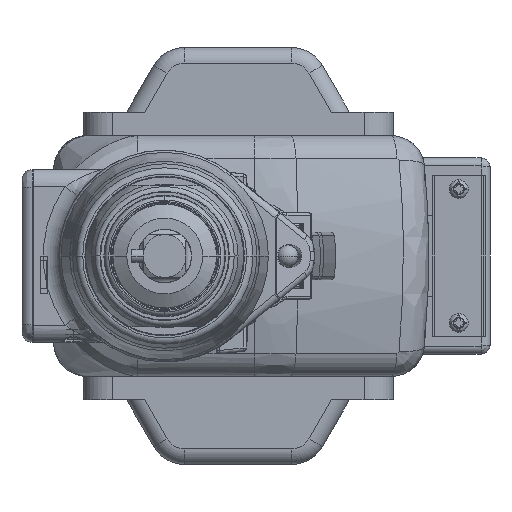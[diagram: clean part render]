
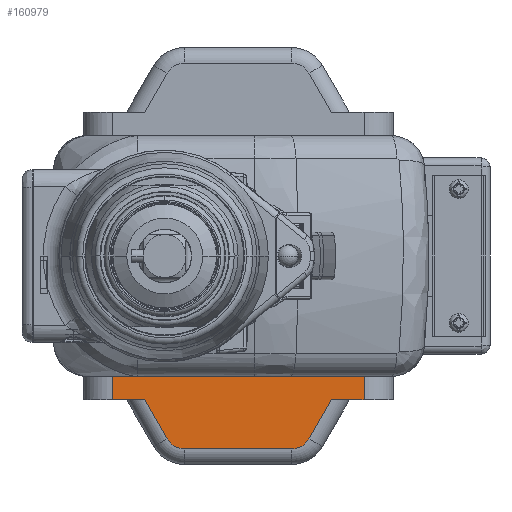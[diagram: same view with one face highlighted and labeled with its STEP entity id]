
A CAD part, left-side view. The second image highlights one B-rep face of the part: STEP entity #160979.
In plain terms, the highlighted planar face has unit normal (-1, 0, 0).
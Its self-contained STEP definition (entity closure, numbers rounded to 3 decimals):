
#50055=DIRECTION('',(0.,1.,0.));
#50056=VECTOR('',#50055,56.5);
#50057=CARTESIAN_POINT('',(348.65,-44.7,-26.75));
#50058=LINE('',#50057,#50056);
#50072=DIRECTION('',(0.,0.,1.));
#50073=VECTOR('',#50072,5.5);
#50074=CARTESIAN_POINT('',(348.65,11.8,-32.25));
#50075=LINE('',#50074,#50073);
#50085=DIRECTION('',(0.,-0.5,0.866));
#50086=VECTOR('',#50085,10.104);
#50087=CARTESIAN_POINT('',(348.65,-32.357,-41.));
#50088=LINE('',#50087,#50086);
#50089=CARTESIAN_POINT('',(348.65,-28.46,-38.75));
#50090=DIRECTION('',(-1.,0.,0.));
#50091=DIRECTION('',(0.,0.,-1.));
#50092=AXIS2_PLACEMENT_3D('',#50089,#50090,#50091);
#50094=DIRECTION('',(0.,-1.,0.));
#50095=VECTOR('',#50094,24.019);
#50096=CARTESIAN_POINT('',(348.65,-4.44,-43.25));
#50097=LINE('',#50096,#50095);
#50098=CARTESIAN_POINT('',(348.65,-4.44,-38.75));
#50099=DIRECTION('',(-1.,0.,0.));
#50100=DIRECTION('',(0.,0.866,-0.5));
#50101=AXIS2_PLACEMENT_3D('',#50098,#50099,#50100);
#50103=DIRECTION('',(0.,-0.5,-0.866));
#50104=VECTOR('',#50103,10.104);
#50105=CARTESIAN_POINT('',(348.65,4.509,-32.25));
#50106=LINE('',#50105,#50104);
#50111=DIRECTION('',(0.,0.,1.));
#50112=VECTOR('',#50111,5.5);
#50113=CARTESIAN_POINT('',(348.65,-44.7,-32.25));
#50114=LINE('',#50113,#50112);
#50150=DIRECTION('',(0.,-1.,0.));
#50151=VECTOR('',#50150,7.291);
#50152=CARTESIAN_POINT('',(348.65,11.8,-32.25));
#50153=LINE('',#50152,#50151);
#50332=DIRECTION('',(0.,-1.,0.));
#50333=VECTOR('',#50332,7.291);
#50334=CARTESIAN_POINT('',(348.65,-37.409,-32.25));
#50335=LINE('',#50334,#50333);
#137155=CARTESIAN_POINT('',(348.65,11.8,-32.25));
#137157=VERTEX_POINT('',#137155);
#137160=CARTESIAN_POINT('',(348.65,-44.7,-32.25));
#137162=VERTEX_POINT('',#137160);
#137207=CARTESIAN_POINT('',(348.65,-32.357,-41.));
#137208=CARTESIAN_POINT('',(348.65,-37.409,-32.25));
#137209=VERTEX_POINT('',#137207);
#137210=VERTEX_POINT('',#137208);
#137211=CARTESIAN_POINT('',(348.65,-28.46,-43.25));
#137212=VERTEX_POINT('',#137211);
#137215=CARTESIAN_POINT('',(348.65,-4.44,-43.25));
#137216=VERTEX_POINT('',#137215);
#137219=CARTESIAN_POINT('',(348.65,-0.543,-41.));
#137220=VERTEX_POINT('',#137219);
#137223=CARTESIAN_POINT('',(348.65,4.509,-32.25));
#137224=VERTEX_POINT('',#137223);
#137512=CARTESIAN_POINT('',(348.65,-44.7,-26.75));
#137513=CARTESIAN_POINT('',(348.65,11.8,-26.75));
#137514=VERTEX_POINT('',#137512);
#137515=VERTEX_POINT('',#137513);
#160954=CARTESIAN_POINT('',(348.65,-51.2,-26.75));
#160955=DIRECTION('',(-1.,0.,0.));
#160956=DIRECTION('',(0.,1.,0.));
#160957=AXIS2_PLACEMENT_3D('',#160954,#160955,#160956);
#160958=PLANE('',#160957);
#160959=ORIENTED_EDGE('',*,*,#160905,.F.);
#160961=ORIENTED_EDGE('',*,*,#160960,.F.);
#160963=ORIENTED_EDGE('',*,*,#160962,.F.);
#160965=ORIENTED_EDGE('',*,*,#160964,.F.);
#160967=ORIENTED_EDGE('',*,*,#160966,.F.);
#160969=ORIENTED_EDGE('',*,*,#160968,.F.);
#160971=ORIENTED_EDGE('',*,*,#160970,.F.);
#160973=ORIENTED_EDGE('',*,*,#160972,.F.);
#160975=ORIENTED_EDGE('',*,*,#160974,.F.);
#160976=ORIENTED_EDGE('',*,*,#160935,.T.);
#160977=EDGE_LOOP('',(#160959,#160961,#160963,#160965,#160967,#160969,#160971,
#160973,#160975,#160976));
#160978=FACE_OUTER_BOUND('',#160977,.F.);
#160979=ADVANCED_FACE('',(#160978),#160958,.T.);
#50093=CIRCLE('',#50092,4.5);
#50102=CIRCLE('',#50101,4.5);
#160905=EDGE_CURVE('',#137514,#137515,#50058,.T.);
#160935=EDGE_CURVE('',#137157,#137515,#50075,.T.);
#160960=EDGE_CURVE('',#137162,#137514,#50114,.T.);
#160962=EDGE_CURVE('',#137210,#137162,#50335,.T.);
#160964=EDGE_CURVE('',#137209,#137210,#50088,.T.);
#160966=EDGE_CURVE('',#137212,#137209,#50093,.T.);
#160968=EDGE_CURVE('',#137216,#137212,#50097,.T.);
#160970=EDGE_CURVE('',#137220,#137216,#50102,.T.);
#160972=EDGE_CURVE('',#137224,#137220,#50106,.T.);
#160974=EDGE_CURVE('',#137157,#137224,#50153,.T.);
